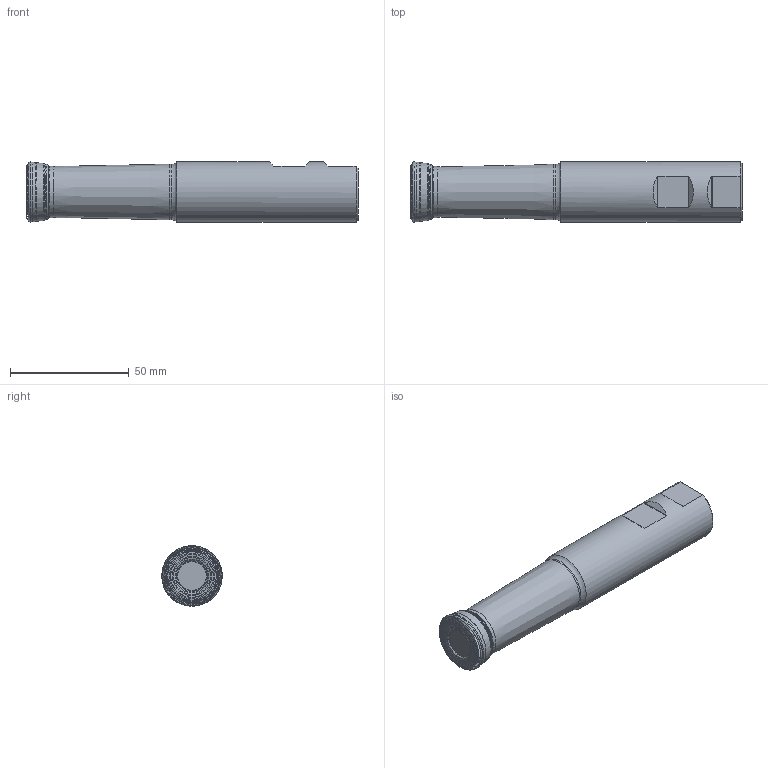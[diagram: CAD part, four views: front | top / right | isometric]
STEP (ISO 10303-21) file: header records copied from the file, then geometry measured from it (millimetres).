
FILE_DESCRIPTION(/* description */ (''),/* implementation_level */ '2;1');
FILE_NAME(/* name */ 'EHF-ENMX06-D100Z4W100-L550I.stp',/* time_stamp */ '2020-01-21T19:31:44+09:00',/* author */ (''),/* organization */ (''),/* preprocessor_version */ 'ST-DEVELOPER v16',/* originating_system */ 'SIEMENS PLM Software NX 10.0',/* authorisation */ '');
FILE_SCHEMA (('AP203_CONFIGURATION_CONTROLLED_3D_DESIGN_OF_MECHANICAL_PARTS_AND_ASSEMBLIES_MIM_LF { 1 0 10303 403 2 1 2}'));
Length unit declared in the file: millimetre
Products named in the file (1): 1201030C7DCCgc08
Bounding box: 139.7 x 25.41 x 25.42 mm (x, y, z)
Volume: 49099.6 mm3; surface area: 14424.8 mm2
Topology: 2 solids, 3 shells, 61 faces, 166 edges, 109 vertices
Faces by surface type: revolution 39, plane 8, cone 6, cylinder 6, torus 2
Full cylindrical faces by diameter (mm): 8 x1, 23.4 x1, 25.4 x1
Entity records: 1646 total; most frequent: CARTESIAN_POINT 487, DIRECTION 202, ORIENTED_EDGE 146, EDGE_LOOP 109, FACE_BOUND 99, AXIS2_PLACEMENT_3D 74, EDGE_CURVE 73, VERTEX_POINT 65
